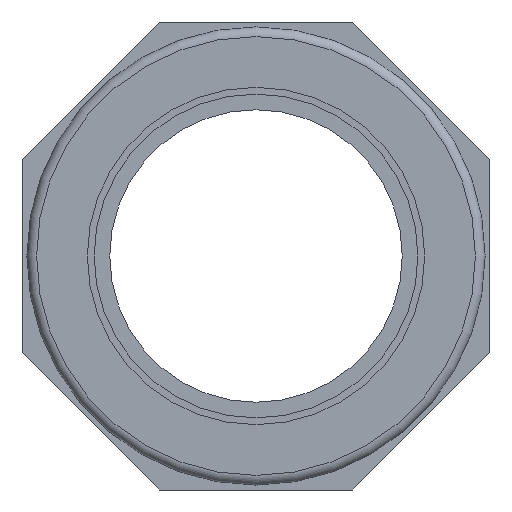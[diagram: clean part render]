
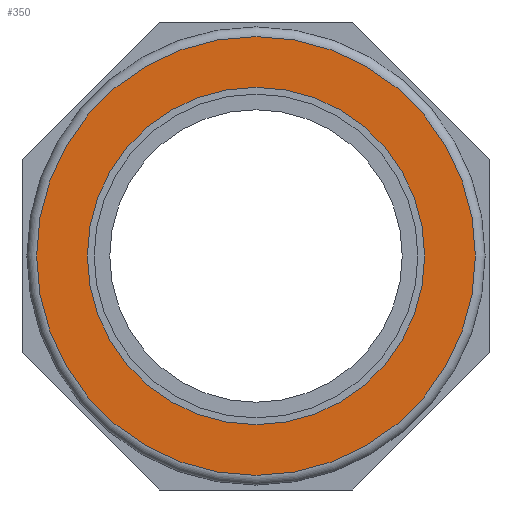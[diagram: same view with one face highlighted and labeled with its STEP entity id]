
A CAD part, front view. The second image highlights one B-rep face of the part: STEP entity #350.
In plain terms, the highlighted planar face has unit normal (0, -1, 0).
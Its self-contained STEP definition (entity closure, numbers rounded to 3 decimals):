
#72=PLANE('',#391);
#93=FACE_BOUND('',#153,.T.);
#117=FACE_OUTER_BOUND('',#152,.T.);
#152=EDGE_LOOP('',(#315));
#153=EDGE_LOOP('',(#316));
#173=CIRCLE('',#375,8.65);
#175=CIRCLE('',#378,11.25);
#188=VERTEX_POINT('',#530);
#190=VERTEX_POINT('',#535);
#219=EDGE_CURVE('',#188,#188,#173,.T.);
#221=EDGE_CURVE('',#190,#190,#175,.T.);
#315=ORIENTED_EDGE('',*,*,#221,.T.);
#316=ORIENTED_EDGE('',*,*,#219,.F.);
#350=ADVANCED_FACE('',(#117,#93),#72,.T.);
#375=AXIS2_PLACEMENT_3D('',#531,#434,#435);
#378=AXIS2_PLACEMENT_3D('',#536,#440,#441);
#391=AXIS2_PLACEMENT_3D('',#590,#490,#491);
#434=DIRECTION('center_axis',(0.,-1.,0.));
#435=DIRECTION('ref_axis',(1.,0.,0.));
#440=DIRECTION('center_axis',(0.,-1.,0.));
#441=DIRECTION('ref_axis',(1.,0.,0.));
#490=DIRECTION('center_axis',(0.,-1.,0.));
#491=DIRECTION('ref_axis',(0.,0.,-1.));
#530=CARTESIAN_POINT('',(-8.65,-15.676,0.));
#531=CARTESIAN_POINT('Origin',(0.,-15.676,0.));
#535=CARTESIAN_POINT('',(11.25,-15.676,0.));
#536=CARTESIAN_POINT('Origin',(0.,-15.676,0.));
#590=CARTESIAN_POINT('Origin',(9.95,-15.676,0.));
